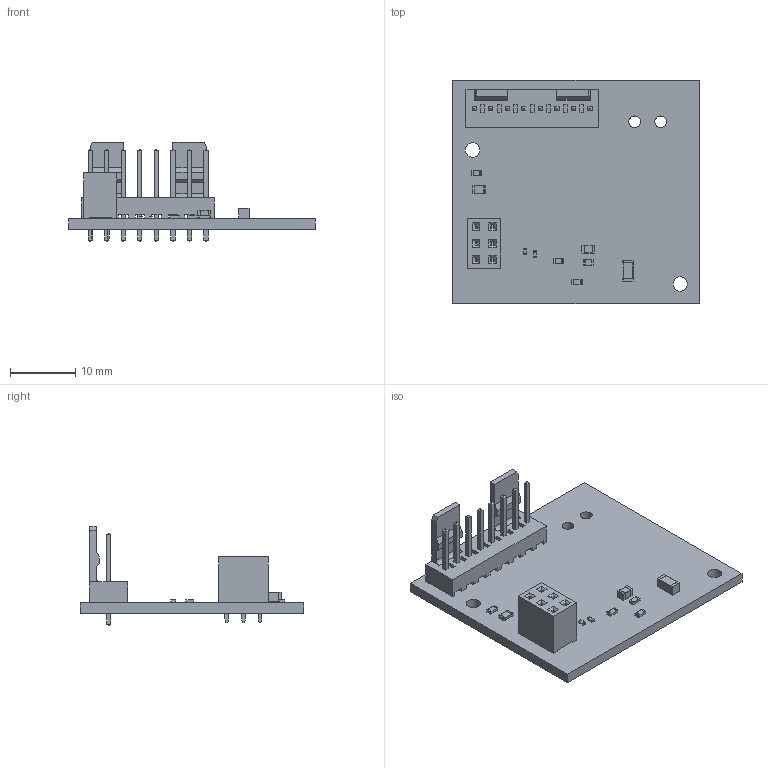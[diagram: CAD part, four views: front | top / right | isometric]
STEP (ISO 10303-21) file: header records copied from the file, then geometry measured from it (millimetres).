
FILE_DESCRIPTION(('KiCad electronic assembly'),'2;1');
FILE_NAME('driver_seperate.step','2024-03-25T19:42:58',('Pcbnew'),( 'Kicad'),'Open CASCADE STEP processor 7.5','KiCad to STEP converter' ,'Unknown');
FILE_SCHEMA(('AUTOMOTIVE_DESIGN { 1 0 10303 214 1 1 1 1 }'));
Length unit declared in the file: millimetre
Products named in the file (16): driver_seperate 1; R_0402_1005Metric; SOLID; C_1206_3216Metric; C_0805_2012Metric; Molex_KK-254_AE-6410-08A_1x08_P2.54mm_Vertical; R_0603_1608Metric; PinSocket_2x03_P2.54mm_Vertical; R_0805_2012Metric; _autosave-driver_seperate PCB
Assembly tree (19 placements, depth 3):
  driver_seperate 1
    R_0402_1005Metric  x2
      SOLID
    C_1206_3216Metric
      SOLID
    C_0805_2012Metric
      SOLID
    Molex_KK-254_AE-6410-08A_1x08_P2.54mm_Vertical
      SOLID
    R_0603_1608Metric  x4
      SOLID
    PinSocket_2x03_P2.54mm_Vertical
      SOLID
    R_0805_2012Metric
      SOLID
    _autosave-driver_seperate PCB
Bounding box: 37.85 x 34.24 x 15.26 mm (x, y, z)
Volume: 2749 mm3; surface area: 4291.7 mm2
Topology: 12 solids, 12 shells, 688 faces, 1762 edges, 1136 vertices
Faces by surface type: plane 588, cylinder 100
Full cylindrical faces by diameter (mm): 1 x6, 1.19 x8, 1.8 x2, 2.2 x2
Entity records: 41250 total; most frequent: CARTESIAN_POINT 6550, DIRECTION 5728, LINE 4198, VECTOR 4198, ORIENTED_EDGE 2980, PCURVE 2980, DEFINITIONAL_REPRESENTATION 2980, EDGE_CURVE 1490
